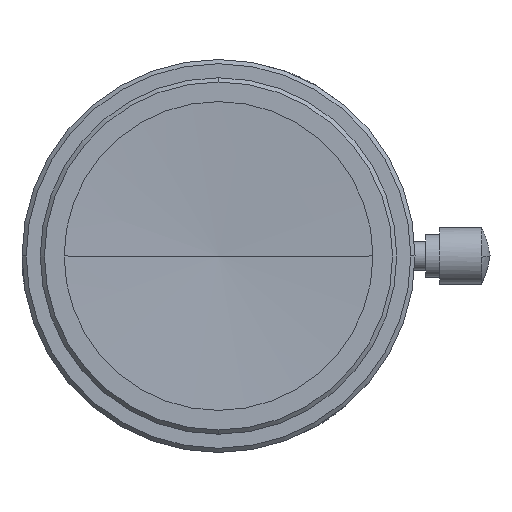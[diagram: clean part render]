
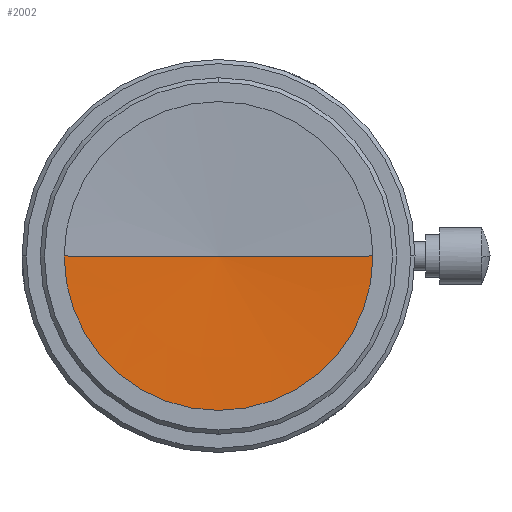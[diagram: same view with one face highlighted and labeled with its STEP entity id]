
A CAD part, left-side view. The second image highlights one B-rep face of the part: STEP entity #2002.
In plain terms, the highlighted conical face has half-angle 87.525 degrees and reference radius 23133.9 mm.
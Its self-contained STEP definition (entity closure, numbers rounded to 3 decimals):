
#7 = DIRECTION ( 'NONE',  ( 1., 0., 0. ) ) ;
#112 = CIRCLE ( 'NONE', #2992, 11. ) ;
#246 = CARTESIAN_POINT ( 'NONE',  ( -1062., 0., 0. ) ) ;
#303 = CARTESIAN_POINT ( 'NONE',  ( -62.475, 11., 0. ) ) ;
#464 = VERTEX_POINT ( 'NONE', #3673 ) ;
#597 = EDGE_LOOP ( 'NONE', ( #3359, #2354, #833, #1291 ) ) ;
#599 = DIRECTION ( 'NONE',  ( -0.043, 0.999, 0. ) ) ;
#619 = DIRECTION ( 'NONE',  ( 0., -1., 0. ) ) ;
#660 = VECTOR ( 'NONE', #599, 1000. ) ;
#689 = CARTESIAN_POINT ( 'NONE',  ( -62., 0., 0. ) ) ;
#833 = ORIENTED_EDGE ( 'NONE', *, *, #1915, .F. ) ;
#958 = CARTESIAN_POINT ( 'NONE',  ( -62.475, -11., 0. ) ) ;
#997 = CONICAL_SURFACE ( 'NONE', #1742, 23133.903, 1.528 ) ;
#1290 = EDGE_CURVE ( 'NONE', #2814, #4042, #3646, .T. ) ;
#1291 = ORIENTED_EDGE ( 'NONE', *, *, #3560, .F. ) ;
#1544 = CARTESIAN_POINT ( 'NONE',  ( -62.475, 0., 0. ) ) ;
#1636 = FACE_OUTER_BOUND ( 'NONE', #597, .T. ) ;
#1655 = EDGE_CURVE ( 'NONE', #2814, #2536, #3975, .T. ) ;
#1742 = AXIS2_PLACEMENT_3D ( 'NONE', #246, #3685, #619 ) ;
#1801 = CARTESIAN_POINT ( 'NONE',  ( -62., 0., 0. ) ) ;
#1813 = CARTESIAN_POINT ( 'NONE',  ( -62.475, 0., 0. ) ) ;
#1915 = EDGE_CURVE ( 'NONE', #464, #2536, #112, .T. ) ;
#2002 = ADVANCED_FACE ( 'NONE', ( #1636 ), #997, .F. ) ;
#2059 = AXIS2_PLACEMENT_3D ( 'NONE', #1544, #7, #3721 ) ;
#2091 = DIRECTION ( 'NONE',  ( 0., -0.815, 0.58 ) ) ;
#2227 = DIRECTION ( 'NONE',  ( -0.043, -0.999, 0. ) ) ;
#2354 = ORIENTED_EDGE ( 'NONE', *, *, #1655, .T. ) ;
#2536 = VERTEX_POINT ( 'NONE', #303 ) ;
#2616 = CARTESIAN_POINT ( 'NONE',  ( -62., 0., 0. ) ) ;
#2814 = VERTEX_POINT ( 'NONE', #2616 ) ;
#2992 = AXIS2_PLACEMENT_3D ( 'NONE', #1813, #3353, #2091 ) ;
#3353 = DIRECTION ( 'NONE',  ( 1., 0., 0. ) ) ;
#3359 = ORIENTED_EDGE ( 'NONE', *, *, #1290, .F. ) ;
#3476 = CIRCLE ( 'NONE', #2059, 11. ) ;
#3560 = EDGE_CURVE ( 'NONE', #4042, #464, #3476, .T. ) ;
#3646 = LINE ( 'NONE', #689, #3831 ) ;
#3673 = CARTESIAN_POINT ( 'NONE',  ( -62.475, 0., -11. ) ) ;
#3685 = DIRECTION ( 'NONE',  ( -1., 0., 0. ) ) ;
#3721 = DIRECTION ( 'NONE',  ( 0., -0.815, 0.58 ) ) ;
#3831 = VECTOR ( 'NONE', #2227, 1000. ) ;
#3975 = LINE ( 'NONE', #1801, #660 ) ;
#4042 = VERTEX_POINT ( 'NONE', #958 ) ;
